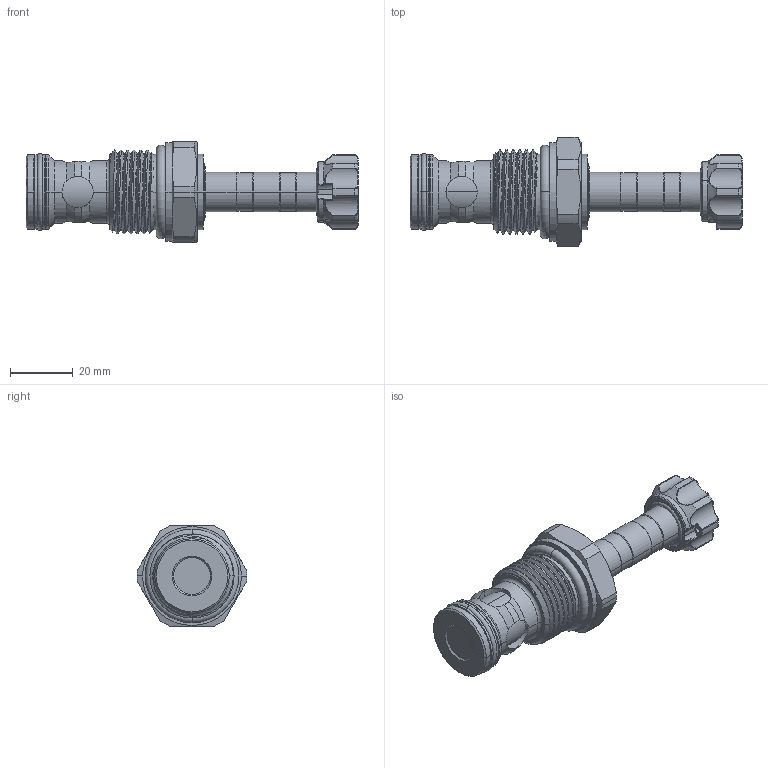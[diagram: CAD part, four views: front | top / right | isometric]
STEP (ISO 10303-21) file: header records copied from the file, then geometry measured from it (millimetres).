
FILE_DESCRIPTION (( 'STEP AP203' ), '1' );
FILE_NAME ('EP12WA2A31N85.STEP', '2024-04-17T06:07:25', ( '' ), ( '' ), 'SwSTEP 2.0', 'SolidWorks 2018', '' );
FILE_SCHEMA (( 'CONFIG_CONTROL_DESIGN' ));
Length unit declared in the file: millimetre
Products named in the file (1): EP12WA2A31N85
Bounding box: 106.1 x 35.1 x 32 mm (x, y, z)
Volume: 37301.4 mm3; surface area: 10646.8 mm2
Topology: 1 solids, 1 shells, 270 faces, 660 edges, 407 vertices
Faces by surface type: cylinder 122, cone 44, bspline 41, torus 35, plane 28
Entity records: 15040 total; most frequent: CARTESIAN_POINT 9025, ORIENTED_EDGE 1316, DIRECTION 1178, EDGE_CURVE 658, AXIS2_PLACEMENT_3D 511, VERTEX_POINT 407, EDGE_LOOP 289, CIRCLE 281
